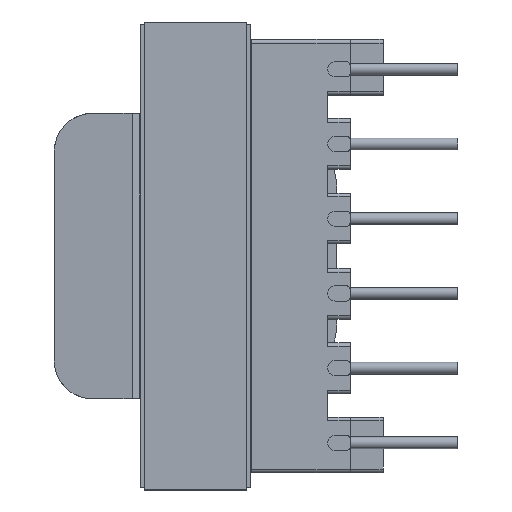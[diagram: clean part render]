
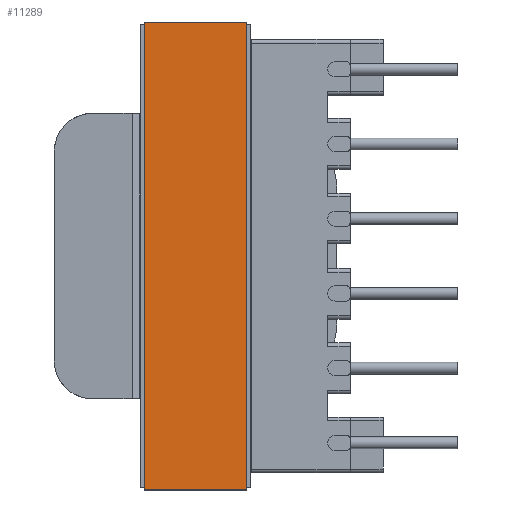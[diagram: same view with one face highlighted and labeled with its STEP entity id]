
A CAD part, left-side view. The second image highlights one B-rep face of the part: STEP entity #11289.
In plain terms, the highlighted planar face has unit normal (-1, 0, 0).
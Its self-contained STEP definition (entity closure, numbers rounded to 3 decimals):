
#13 = EDGE_CURVE ( 'NONE', #1671, #1545, #2093, .T. ) ;
#20 = DIRECTION ( 'NONE',  ( 0., 0., 1. ) ) ;
#921 = VECTOR ( 'NONE', #1249, 1000. ) ;
#1096 = DIRECTION ( 'NONE',  ( 0., 0., 1. ) ) ;
#1249 = DIRECTION ( 'NONE',  ( 0., -1., 0. ) ) ;
#1252 = EDGE_CURVE ( 'NONE', #9625, #9639, #7543, .T. ) ;
#1545 = VERTEX_POINT ( 'NONE', #5497 ) ;
#1666 = VECTOR ( 'NONE', #6795, 1000. ) ;
#1671 = VERTEX_POINT ( 'NONE', #3914 ) ;
#2093 = LINE ( 'NONE', #9523, #1666 ) ;
#2176 = PLANE ( 'NONE',  #5868 ) ;
#2350 = ORIENTED_EDGE ( 'NONE', *, *, #1252, .T. ) ;
#2894 = CARTESIAN_POINT ( 'NONE',  ( -0.16, 0.16, -6.86 ) ) ;
#3425 = EDGE_CURVE ( 'NONE', #9639, #1545, #9325, .T. ) ;
#3898 = CARTESIAN_POINT ( 'NONE',  ( -0.16, 0.16, -6.86 ) ) ;
#3914 = CARTESIAN_POINT ( 'NONE',  ( -0.16, 0.16, 0. ) ) ;
#4992 = FACE_OUTER_BOUND ( 'NONE', #5518, .T. ) ;
#5127 = VECTOR ( 'NONE', #20, 1000. ) ;
#5451 = VECTOR ( 'NONE', #1096, 1000. ) ;
#5497 = CARTESIAN_POINT ( 'NONE',  ( -0.16, -31.16, 0. ) ) ;
#5518 = EDGE_LOOP ( 'NONE', ( #10757, #9805, #2350, #6937 ) ) ;
#5536 = CARTESIAN_POINT ( 'NONE',  ( -0.16, -31.16, -6.86 ) ) ;
#5868 = AXIS2_PLACEMENT_3D ( 'NONE', #3898, #7668, #10409 ) ;
#5894 = CARTESIAN_POINT ( 'NONE',  ( -0.16, 0.16, -6.86 ) ) ;
#6190 = CARTESIAN_POINT ( 'NONE',  ( -0.16, 0.16, -6.86 ) ) ;
#6795 = DIRECTION ( 'NONE',  ( 0., -1., 0. ) ) ;
#6937 = ORIENTED_EDGE ( 'NONE', *, *, #3425, .T. ) ;
#7543 = LINE ( 'NONE', #5894, #921 ) ;
#7668 = DIRECTION ( 'NONE',  ( -1., 0., 0. ) ) ;
#7889 = LINE ( 'NONE', #2894, #5451 ) ;
#8046 = CARTESIAN_POINT ( 'NONE',  ( -0.16, -31.16, -6.86 ) ) ;
#9325 = LINE ( 'NONE', #5536, #5127 ) ;
#9523 = CARTESIAN_POINT ( 'NONE',  ( -0.16, 0.16, 0. ) ) ;
#9625 = VERTEX_POINT ( 'NONE', #6190 ) ;
#9639 = VERTEX_POINT ( 'NONE', #8046 ) ;
#9805 = ORIENTED_EDGE ( 'NONE', *, *, #10569, .F. ) ;
#10409 = DIRECTION ( 'NONE',  ( 0., 0., 1. ) ) ;
#10569 = EDGE_CURVE ( 'NONE', #9625, #1671, #7889, .T. ) ;
#10757 = ORIENTED_EDGE ( 'NONE', *, *, #13, .F. ) ;
#11289 = ADVANCED_FACE ( 'NONE', ( #4992 ), #2176, .T. ) ;
